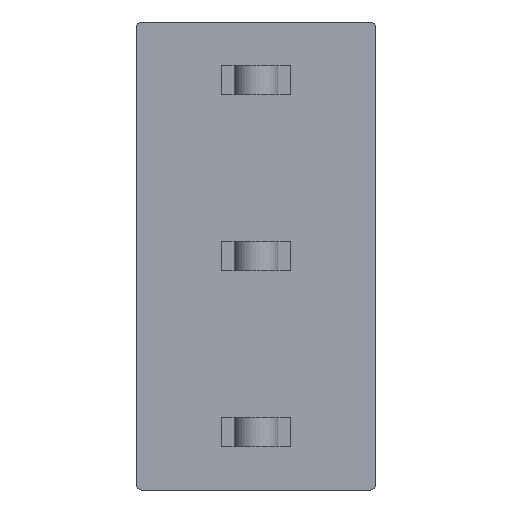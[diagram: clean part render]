
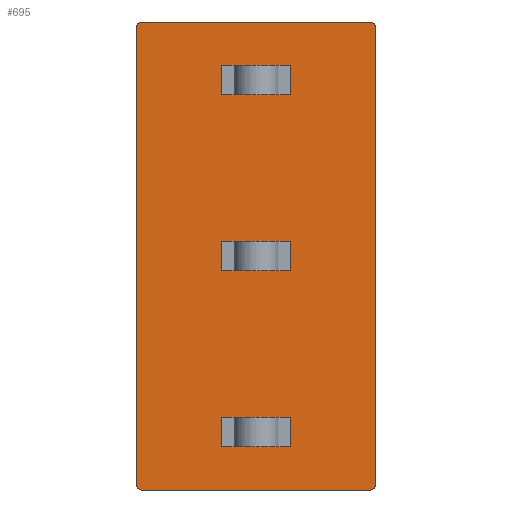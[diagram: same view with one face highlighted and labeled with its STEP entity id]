
A CAD part, front view. The second image highlights one B-rep face of the part: STEP entity #695.
In plain terms, the highlighted planar face has unit normal (0, -1, 0).
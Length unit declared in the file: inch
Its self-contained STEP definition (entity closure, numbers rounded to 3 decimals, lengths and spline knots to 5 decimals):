
#13=FACE_BOUND($,#95,.T.);
#14=FACE_BOUND($,#96,.T.);
#15=FACE_BOUND($,#97,.T.);
#16=FACE_BOUND($,#98,.T.);
#95=EDGE_LOOP($,(#602,#603,#604,#605));
#96=EDGE_LOOP($,(#606,#607,#608,#609));
#97=EDGE_LOOP($,(#610,#611,#612,#613));
#98=EDGE_LOOP($,(#614,#615,#616,#617,#618,#619,#620,#621));
#107=CIRCLE($,#735,0.00512);
#109=CIRCLE($,#739,0.00512);
#111=CIRCLE($,#743,0.00512);
#113=CIRCLE($,#747,0.00512);
#116=LINE($,#945,#198);
#123=LINE($,#960,#205);
#134=LINE($,#984,#216);
#135=LINE($,#986,#217);
#138=LINE($,#994,#220);
#145=LINE($,#1009,#227);
#156=LINE($,#1033,#238);
#157=LINE($,#1035,#239);
#160=LINE($,#1043,#242);
#167=LINE($,#1058,#249);
#178=LINE($,#1082,#260);
#179=LINE($,#1084,#261);
#184=LINE($,#1099,#266);
#188=LINE($,#1111,#270);
#192=LINE($,#1123,#274);
#195=LINE($,#1132,#277);
#198=VECTOR($,#757,0.073);
#205=VECTOR($,#768,0.031);
#216=VECTOR($,#793,0.031);
#217=VECTOR($,#796,0.073);
#220=VECTOR($,#801,0.073);
#227=VECTOR($,#812,0.031);
#238=VECTOR($,#837,0.031);
#239=VECTOR($,#840,0.073);
#242=VECTOR($,#845,0.073);
#249=VECTOR($,#856,0.031);
#260=VECTOR($,#881,0.031);
#261=VECTOR($,#884,0.073);
#266=VECTOR($,#897,0.24076);
#270=VECTOR($,#909,0.48176);
#274=VECTOR($,#921,0.24076);
#277=VECTOR($,#932,0.48176);
#280=VERTEX_POINT($,#942);
#281=VERTEX_POINT($,#944);
#286=VERTEX_POINT($,#956);
#293=VERTEX_POINT($,#982);
#296=VERTEX_POINT($,#991);
#297=VERTEX_POINT($,#993);
#302=VERTEX_POINT($,#1005);
#309=VERTEX_POINT($,#1031);
#312=VERTEX_POINT($,#1040);
#313=VERTEX_POINT($,#1042);
#318=VERTEX_POINT($,#1054);
#325=VERTEX_POINT($,#1080);
#328=VERTEX_POINT($,#1089);
#329=VERTEX_POINT($,#1091);
#331=VERTEX_POINT($,#1097);
#333=VERTEX_POINT($,#1103);
#335=VERTEX_POINT($,#1109);
#337=VERTEX_POINT($,#1115);
#339=VERTEX_POINT($,#1121);
#341=VERTEX_POINT($,#1127);
#344=EDGE_CURVE($,#281,#280,#116,.T.);
#352=EDGE_CURVE($,#286,#281,#123,.T.);
#364=EDGE_CURVE($,#280,#293,#134,.T.);
#365=EDGE_CURVE($,#293,#286,#135,.T.);
#368=EDGE_CURVE($,#297,#296,#138,.T.);
#376=EDGE_CURVE($,#302,#297,#145,.T.);
#388=EDGE_CURVE($,#296,#309,#156,.T.);
#389=EDGE_CURVE($,#309,#302,#157,.T.);
#392=EDGE_CURVE($,#313,#312,#160,.T.);
#400=EDGE_CURVE($,#318,#313,#167,.T.);
#412=EDGE_CURVE($,#312,#325,#178,.T.);
#413=EDGE_CURVE($,#325,#318,#179,.T.);
#416=EDGE_CURVE($,#328,#329,#107,.T.);
#420=EDGE_CURVE($,#331,#328,#184,.T.);
#423=EDGE_CURVE($,#333,#331,#109,.T.);
#426=EDGE_CURVE($,#335,#333,#188,.T.);
#429=EDGE_CURVE($,#337,#335,#111,.T.);
#432=EDGE_CURVE($,#339,#337,#192,.T.);
#435=EDGE_CURVE($,#341,#339,#113,.T.);
#437=EDGE_CURVE($,#329,#341,#195,.T.);
#602=ORIENTED_EDGE($,*,*,#344,.T.);
#603=ORIENTED_EDGE($,*,*,#364,.T.);
#604=ORIENTED_EDGE($,*,*,#365,.T.);
#605=ORIENTED_EDGE($,*,*,#352,.T.);
#606=ORIENTED_EDGE($,*,*,#368,.T.);
#607=ORIENTED_EDGE($,*,*,#388,.T.);
#608=ORIENTED_EDGE($,*,*,#389,.T.);
#609=ORIENTED_EDGE($,*,*,#376,.T.);
#610=ORIENTED_EDGE($,*,*,#392,.T.);
#611=ORIENTED_EDGE($,*,*,#412,.T.);
#612=ORIENTED_EDGE($,*,*,#413,.T.);
#613=ORIENTED_EDGE($,*,*,#400,.T.);
#614=ORIENTED_EDGE($,*,*,#437,.F.);
#615=ORIENTED_EDGE($,*,*,#416,.F.);
#616=ORIENTED_EDGE($,*,*,#420,.F.);
#617=ORIENTED_EDGE($,*,*,#423,.F.);
#618=ORIENTED_EDGE($,*,*,#426,.F.);
#619=ORIENTED_EDGE($,*,*,#429,.F.);
#620=ORIENTED_EDGE($,*,*,#432,.F.);
#621=ORIENTED_EDGE($,*,*,#435,.F.);
#658=PLANE($,#749);
#695=ADVANCED_FACE($,(#13,#14,#15,#16),#658,.F.);
#735=AXIS2_PLACEMENT_3D($,#1092,#890,#891);
#739=AXIS2_PLACEMENT_3D($,#1105,#903,#904);
#743=AXIS2_PLACEMENT_3D($,#1117,#915,#916);
#747=AXIS2_PLACEMENT_3D($,#1129,#927,#928);
#749=AXIS2_PLACEMENT_3D($,#1133,#933,#934);
#757=DIRECTION($,(-1.,0.,0.));
#768=DIRECTION($,(0.,0.,-1.));
#793=DIRECTION($,(0.,0.,1.));
#796=DIRECTION($,(1.,0.,0.));
#801=DIRECTION($,(-1.,0.,0.));
#812=DIRECTION($,(0.,0.,-1.));
#837=DIRECTION($,(0.,0.,1.));
#840=DIRECTION($,(1.,0.,0.));
#845=DIRECTION($,(-1.,0.,0.));
#856=DIRECTION($,(0.,0.,-1.));
#881=DIRECTION($,(0.,0.,1.));
#884=DIRECTION($,(1.,0.,0.));
#890=DIRECTION('center_axis',(0.,1.,0.));
#891=DIRECTION('ref_axis',(0.,0.,-1.));
#897=DIRECTION($,(-1.,0.,0.));
#903=DIRECTION('center_axis',(0.,1.,0.));
#904=DIRECTION('ref_axis',(1.,0.,0.));
#909=DIRECTION($,(0.,0.,-1.));
#915=DIRECTION('center_axis',(0.,1.,0.));
#916=DIRECTION('ref_axis',(0.,0.,1.));
#921=DIRECTION($,(1.,0.,0.));
#927=DIRECTION('center_axis',(0.,1.,0.));
#928=DIRECTION('ref_axis',(-1.,0.,0.));
#932=DIRECTION($,(0.,0.,1.));
#933=DIRECTION('center_axis',(0.,1.,0.));
#934=DIRECTION('ref_axis',(0.,0.,1.));
#942=CARTESIAN_POINT('',(-0.0365,0.,0.1695));
#944=CARTESIAN_POINT('',(0.0365,0.,0.1695));
#945=CARTESIAN_POINT($,(0.,0.,0.1695));
#956=CARTESIAN_POINT('',(0.0365,0.,0.2005));
#960=CARTESIAN_POINT($,(0.0365,0.,0.0925));
#982=CARTESIAN_POINT('',(-0.0365,0.,0.2005));
#984=CARTESIAN_POINT($,(-0.0365,0.,0.0925));
#986=CARTESIAN_POINT($,(0.,0.,0.2005));
#991=CARTESIAN_POINT('',(-0.0365,0.,-0.0155));
#993=CARTESIAN_POINT('',(0.0365,0.,-0.0155));
#994=CARTESIAN_POINT($,(0.,0.,-0.0155));
#1005=CARTESIAN_POINT('',(0.0365,0.,0.0155));
#1009=CARTESIAN_POINT($,(0.0365,0.,0.));
#1031=CARTESIAN_POINT('',(-0.0365,0.,0.0155));
#1033=CARTESIAN_POINT($,(-0.0365,0.,0.));
#1035=CARTESIAN_POINT($,(0.,0.,0.0155));
#1040=CARTESIAN_POINT('',(-0.0365,0.,-0.2005));
#1042=CARTESIAN_POINT('',(0.0365,0.,-0.2005));
#1043=CARTESIAN_POINT($,(0.,0.,-0.2005));
#1054=CARTESIAN_POINT('',(0.0365,0.,-0.1695));
#1058=CARTESIAN_POINT($,(0.0365,0.,-0.0925));
#1080=CARTESIAN_POINT('',(-0.0365,0.,-0.1695));
#1082=CARTESIAN_POINT($,(-0.0365,0.,-0.0925));
#1084=CARTESIAN_POINT($,(0.,0.,-0.1695));
#1089=CARTESIAN_POINT('',(-0.12038,0.,-0.246));
#1091=CARTESIAN_POINT('',(-0.1255,0.,-0.24088));
#1092=CARTESIAN_POINT('Origin',(-0.12038,0.,-0.24088));
#1097=CARTESIAN_POINT('',(0.12038,0.,-0.246));
#1099=CARTESIAN_POINT($,(0.12038,0.,-0.246));
#1103=CARTESIAN_POINT('',(0.1255,0.,-0.24088));
#1105=CARTESIAN_POINT('Origin',(0.12038,0.,-0.24088));
#1109=CARTESIAN_POINT('',(0.1255,0.,0.24088));
#1111=CARTESIAN_POINT($,(0.1255,0.,0.24088));
#1115=CARTESIAN_POINT('',(0.12038,0.,0.246));
#1117=CARTESIAN_POINT('Origin',(0.12038,0.,0.24088));
#1121=CARTESIAN_POINT('',(-0.12038,0.,0.246));
#1123=CARTESIAN_POINT($,(-0.12038,0.,0.246));
#1127=CARTESIAN_POINT('',(-0.1255,0.,0.24088));
#1129=CARTESIAN_POINT('Origin',(-0.12038,0.,0.24088));
#1132=CARTESIAN_POINT($,(-0.1255,0.,-0.24088));
#1133=CARTESIAN_POINT('Origin',(0.,0.,0.));
